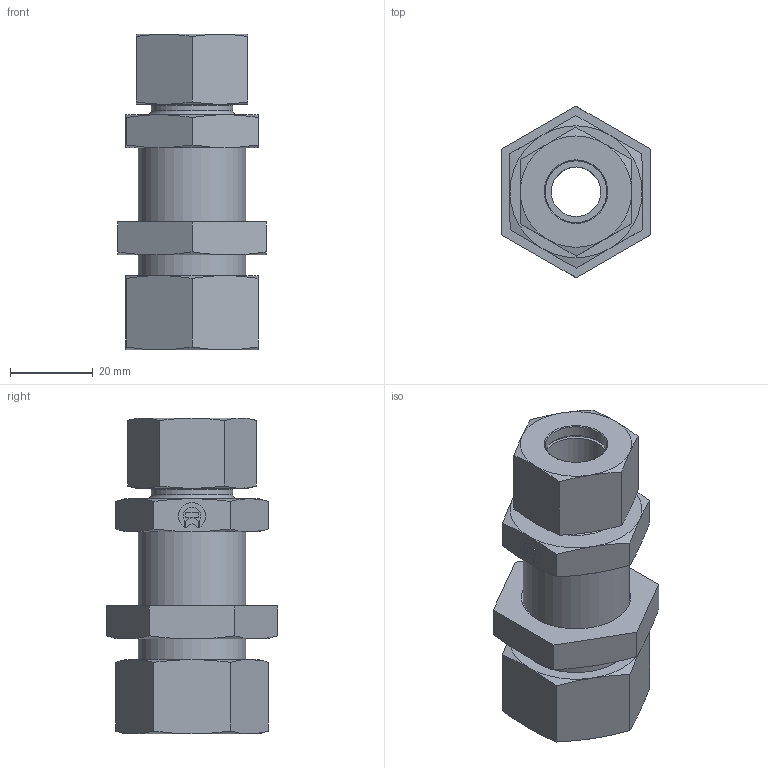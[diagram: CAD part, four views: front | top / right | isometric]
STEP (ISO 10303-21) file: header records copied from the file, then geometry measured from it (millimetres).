
FILE_DESCRIPTION((''),'2;1');
FILE_NAME('34418152622.stp','2014-08-19T17:29:11',(''),('KNOMI spol. s r. o.'),'Autodesk Inventor 2012','Autodesk Inventor 2012','');
FILE_SCHEMA(('AUTOMOTIVE_DESIGN { 1 2 10303 214 0 1 1 1 }'));
Length unit declared in the file: millimetre
Products named in the file (7): PSPR2K 18/15L M26x1,5 D/M22x1,5; 334 1815 2622; 40118; 40115; 3911826; 3911522; 34 00 26
Assembly tree (6 placements, depth 2):
  PSPR2K 18/15L M26x1,5 D/M22x1,5
    334 1815 2622
    40118
    40115
    3911826
    3911522
    34 00 26
Bounding box: 36.01 x 41.57 x 76.5 mm (x, y, z)
Volume: 44385.3 mm3; surface area: 21688.3 mm2
Topology: 6 solids, 6 shells, 158 faces, 358 edges, 220 vertices
Faces by surface type: plane 70, cone 63, cylinder 21, torus 4
Full cylindrical faces by diameter (mm): 12 x1, 15 x3, 17.3 x1, 18 x3, 19.7 x1, 20 x1, 20.3 x1, 20.376 x1, 22 x1, 23 x1, 24.376 x2, 26 x1
Entity records: 4323 total; most frequent: CARTESIAN_POINT 845, DIRECTION 663, ORIENTED_EDGE 602, EDGE_CURVE 301, AXIS2_PLACEMENT_3D 275, EDGE_LOOP 220, VERTEX_POINT 205, STYLED_ITEM 162
